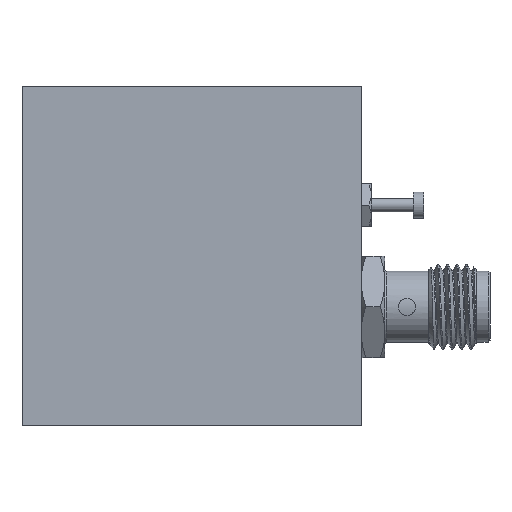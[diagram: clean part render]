
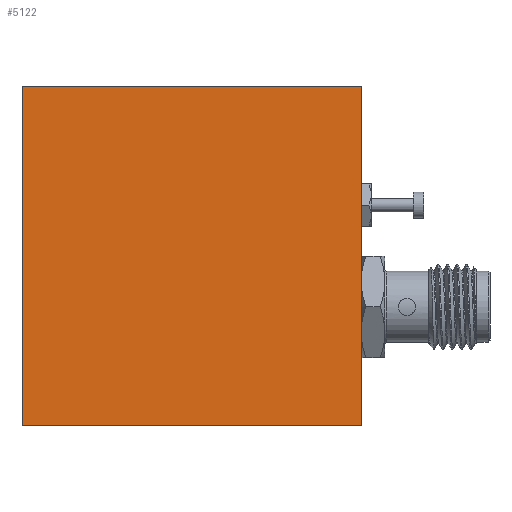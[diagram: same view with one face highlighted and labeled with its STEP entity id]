
A CAD part, front view. The second image highlights one B-rep face of the part: STEP entity #5122.
In plain terms, the highlighted planar face has unit normal (0, -1, 0).
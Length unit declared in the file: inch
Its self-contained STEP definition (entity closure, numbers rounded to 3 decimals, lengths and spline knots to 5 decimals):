
#111 = DIRECTION ( 'NONE',  ( 0., 0., 1. ) ) ;
#245 = LINE ( 'NONE', #11493, #10295 ) ;
#314 = CARTESIAN_POINT ( 'NONE',  ( 0.5, 0., 0.5 ) ) ;
#992 = AXIS2_PLACEMENT_3D ( 'NONE', #9405, #4128, #2927 ) ;
#1816 = DIRECTION ( 'NONE',  ( -1., 0., 0. ) ) ;
#2633 = CARTESIAN_POINT ( 'NONE',  ( -0.5, 0., 0.5 ) ) ;
#2927 = DIRECTION ( 'NONE',  ( 0., 0., 1. ) ) ;
#3195 = PLANE ( 'NONE',  #992 ) ;
#3435 = DIRECTION ( 'NONE',  ( -1., 0., 0. ) ) ;
#3743 = VERTEX_POINT ( 'NONE', #2633 ) ;
#3806 = ORIENTED_EDGE ( 'NONE', *, *, #10954, .F. ) ;
#4128 = DIRECTION ( 'NONE',  ( 0., 1., 0. ) ) ;
#4396 = CARTESIAN_POINT ( 'NONE',  ( 0.5, 0., -0.5 ) ) ;
#4703 = EDGE_LOOP ( 'NONE', ( #6823, #12991, #3806, #7039 ) ) ;
#5122 = ADVANCED_FACE ( 'NONE', ( #6092 ), #3195, .F. ) ;
#5397 = EDGE_CURVE ( 'NONE', #10792, #3743, #12056, .T. ) ;
#5583 = EDGE_CURVE ( 'NONE', #9539, #3743, #245, .T. ) ;
#5733 = EDGE_CURVE ( 'NONE', #10792, #13249, #9731, .T. ) ;
#6092 = FACE_OUTER_BOUND ( 'NONE', #4703, .T. ) ;
#6223 = CARTESIAN_POINT ( 'NONE',  ( -0.5, 0., -0.5 ) ) ;
#6823 = ORIENTED_EDGE ( 'NONE', *, *, #5397, .T. ) ;
#6847 = VECTOR ( 'NONE', #9793, 39.37008 ) ;
#7039 = ORIENTED_EDGE ( 'NONE', *, *, #5733, .F. ) ;
#8985 = CARTESIAN_POINT ( 'NONE',  ( 0., 0., 0.5 ) ) ;
#9176 = CARTESIAN_POINT ( 'NONE',  ( 0.5, 0., 0.5 ) ) ;
#9209 = VECTOR ( 'NONE', #1816, 39.37008 ) ;
#9405 = CARTESIAN_POINT ( 'NONE',  ( 1.375, 0., -1.68 ) ) ;
#9539 = VERTEX_POINT ( 'NONE', #6223 ) ;
#9731 = LINE ( 'NONE', #314, #6847 ) ;
#9793 = DIRECTION ( 'NONE',  ( 0., 0., -1. ) ) ;
#10295 = VECTOR ( 'NONE', #111, 39.37008 ) ;
#10671 = LINE ( 'NONE', #12727, #10761 ) ;
#10761 = VECTOR ( 'NONE', #3435, 39.37008 ) ;
#10792 = VERTEX_POINT ( 'NONE', #9176 ) ;
#10954 = EDGE_CURVE ( 'NONE', #13249, #9539, #10671, .T. ) ;
#11493 = CARTESIAN_POINT ( 'NONE',  ( -0.5, 0., 0.5 ) ) ;
#12056 = LINE ( 'NONE', #8985, #9209 ) ;
#12727 = CARTESIAN_POINT ( 'NONE',  ( 0., 0., -0.5 ) ) ;
#12991 = ORIENTED_EDGE ( 'NONE', *, *, #5583, .F. ) ;
#13249 = VERTEX_POINT ( 'NONE', #4396 ) ;
